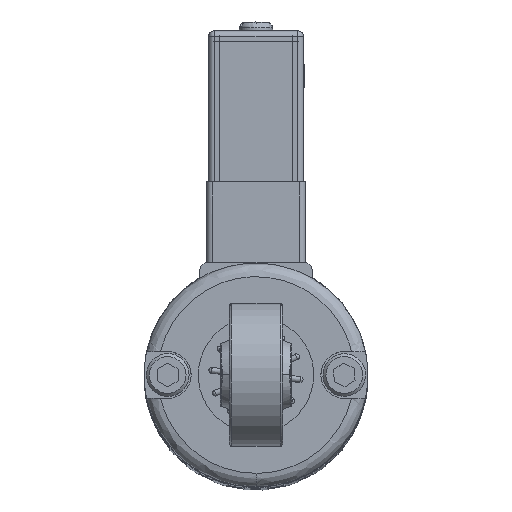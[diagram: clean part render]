
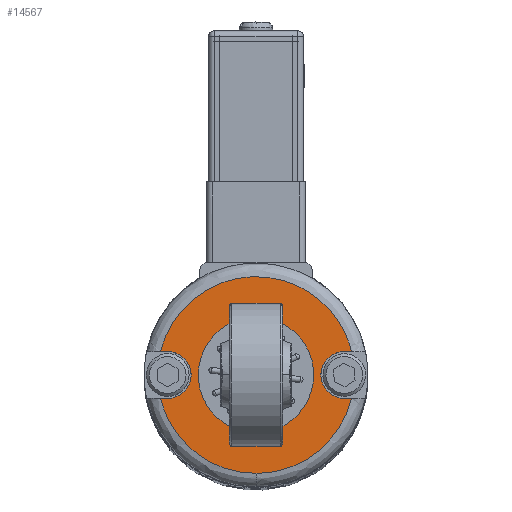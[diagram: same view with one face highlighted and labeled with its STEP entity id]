
A CAD part, top view. The second image highlights one B-rep face of the part: STEP entity #14567.
In plain terms, the highlighted planar face has unit normal (0, 0, 1).
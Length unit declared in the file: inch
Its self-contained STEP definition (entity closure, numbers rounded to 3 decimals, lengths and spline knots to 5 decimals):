
#136 = EDGE_LOOP ( 'NONE', ( #1364 ) ) ;
#911 = CARTESIAN_POINT ( 'NONE',  ( -0.58661, 0., 5.47244 ) ) ;
#1225 = VERTEX_POINT ( 'NONE', #22335 ) ;
#1364 = ORIENTED_EDGE ( 'NONE', *, *, #8588, .F. ) ;
#1973 = VERTEX_POINT ( 'NONE', #22042 ) ;
#2258 = AXIS2_PLACEMENT_3D ( 'NONE', #11991, #7052, #3286 ) ;
#2269 = CARTESIAN_POINT ( 'NONE',  ( -0.72766, 0.15551, 5.47244 ) ) ;
#2340 = CARTESIAN_POINT ( 'NONE',  ( -0.55998, -0.46079, 5.47244 ) ) ;
#2343 = DIRECTION ( 'NONE',  ( 0., 0., -1. ) ) ;
#2442 = CARTESIAN_POINT ( 'NONE',  ( 0., -0.65354, 5.47244 ) ) ;
#2562 = ORIENTED_EDGE ( 'NONE', *, *, #18377, .F. ) ;
#2723 = CARTESIAN_POINT ( 'NONE',  ( -0.03923, -0.38185, 5.47244 ) ) ;
#3250 = ORIENTED_EDGE ( 'NONE', *, *, #15249, .T. ) ;
#3286 = DIRECTION ( 'NONE',  ( -0.102, -0.995, 0. ) ) ;
#3585 = VERTEX_POINT ( 'NONE', #7373 ) ;
#3715 = CARTESIAN_POINT ( 'NONE',  ( -0.58661, -0.15551, 5.47244 ) ) ;
#3859 = ORIENTED_EDGE ( 'NONE', *, *, #16986, .F. ) ;
#3864 = DIRECTION ( 'NONE',  ( 0., 0., 1. ) ) ;
#3975 = CARTESIAN_POINT ( 'NONE',  ( 0.58661, 0.15551, 5.47244 ) ) ;
#4551 = AXIS2_PLACEMENT_3D ( 'NONE', #911, #2343, #13397 ) ;
#5466 = CARTESIAN_POINT ( 'NONE',  ( 0., -0.65354, 5.47244 ) ) ;
#5642 = CARTESIAN_POINT ( 'NONE',  ( 0.64239, 0.66139, 5.47244 ) ) ;
#6031 = VERTEX_POINT ( 'NONE', #3715 ) ;
#6385 = ORIENTED_EDGE ( 'NONE', *, *, #22133, .F. ) ;
#6404 = ORIENTED_EDGE ( 'NONE', *, *, #9693, .F. ) ;
#6490 =( BOUNDED_CURVE ( )  B_SPLINE_CURVE ( 3, ( #17574, #14154, #6951, #6838 ),
 .UNSPECIFIED., .F., .T. ) 
 B_SPLINE_CURVE_WITH_KNOTS ( ( 4, 4 ),
 ( 0., 1. ),
 .UNSPECIFIED. ) 
 CURVE ( )  GEOMETRIC_REPRESENTATION_ITEM ( )  RATIONAL_B_SPLINE_CURVE ( ( 0.922, 0.454, 0.454, 0.922 ) ) 
 REPRESENTATION_ITEM ( '' )  );
#6617 = ORIENTED_EDGE ( 'NONE', *, *, #15674, .T. ) ;
#6838 = CARTESIAN_POINT ( 'NONE',  ( 0.63477, 0.15551, 5.47244 ) ) ;
#6919 = ORIENTED_EDGE ( 'NONE', *, *, #12246, .T. ) ;
#6951 = CARTESIAN_POINT ( 'NONE',  ( 0.43009, 0.99099, 5.47244 ) ) ;
#7052 = DIRECTION ( 'NONE',  ( 0., 0., 1. ) ) ;
#7270 = DIRECTION ( 'NONE',  ( 0., 1., 0. ) ) ;
#7373 = CARTESIAN_POINT ( 'NONE',  ( 0.63477, 0.15551, 5.47244 ) ) ;
#7384 = CARTESIAN_POINT ( 'NONE',  ( 0.58661, 0., 5.47244 ) ) ;
#7726 = VECTOR ( 'NONE', #14969, 39.37008 ) ;
#7763 = PLANE ( 'NONE',  #13500 ) ;
#7876 = CIRCLE ( 'NONE', #15778, 0.15551 ) ;
#8115 = CARTESIAN_POINT ( 'NONE',  ( 0.72766, -0.15551, 5.47244 ) ) ;
#8575 = VERTEX_POINT ( 'NONE', #12227 ) ;
#8588 = EDGE_CURVE ( 'NONE', #11882, #11882, #16181, .T. ) ;
#8851 = CARTESIAN_POINT ( 'NONE',  ( -0.63477, -0.15551, 5.47244 ) ) ;
#8910 = VECTOR ( 'NONE', #14643, 39.37008 ) ;
#9187 = FACE_BOUND ( 'NONE', #136, .T. ) ;
#9693 = EDGE_CURVE ( 'NONE', #1973, #1225, #18832, .T. ) ;
#10695 = EDGE_CURVE ( 'NONE', #17758, #3585, #6490, .T. ) ;
#11722 = CARTESIAN_POINT ( 'NONE',  ( 0.58661, -0.15551, 5.47244 ) ) ;
#11804 = VECTOR ( 'NONE', #20947, 39.37008 ) ;
#11882 = VERTEX_POINT ( 'NONE', #2723 ) ;
#11991 = CARTESIAN_POINT ( 'NONE',  ( 0., 0., 5.47244 ) ) ;
#12227 = CARTESIAN_POINT ( 'NONE',  ( 0.63477, -0.15551, 5.47244 ) ) ;
#12246 = EDGE_CURVE ( 'NONE', #12783, #6031, #20379, .T. ) ;
#12783 = VERTEX_POINT ( 'NONE', #20819 ) ;
#12829 = DIRECTION ( 'NONE',  ( 0., 0., -1. ) ) ;
#13097 = EDGE_LOOP ( 'NONE', ( #6385, #6617, #3859, #18374, #17743, #3250, #6919, #2562, #6404 ) ) ;
#13397 = DIRECTION ( 'NONE',  ( 0., 1., 0. ) ) ;
#13500 = AXIS2_PLACEMENT_3D ( 'NONE', #5642, #12829, #20047 ) ;
#13530 = CARTESIAN_POINT ( 'NONE',  ( 0.64239, 0.15551, 5.47244 ) ) ;
#14087 = CARTESIAN_POINT ( 'NONE',  ( 0.64239, -0.15551, 5.47244 ) ) ;
#14154 = CARTESIAN_POINT ( 'NONE',  ( -0.43009, 0.99099, 5.47244 ) ) ;
#14206 = CARTESIAN_POINT ( 'NONE',  ( 0.55998, -0.46079, 5.47244 ) ) ;
#14384 = CARTESIAN_POINT ( 'NONE',  ( -0.63477, 0.15551, 5.47244 ) ) ;
#14567 = ADVANCED_FACE ( 'NONE', ( #9187, #14612 ), #7763, .F. ) ;
#14612 = FACE_OUTER_BOUND ( 'NONE', #13097, .T. ) ;
#14643 = DIRECTION ( 'NONE',  ( 1., 0., 0. ) ) ;
#14900 = VERTEX_POINT ( 'NONE', #3975 ) ;
#14969 = DIRECTION ( 'NONE',  ( -1., 0., 0. ) ) ;
#14996 = LINE ( 'NONE', #2269, #8910 ) ;
#15249 = EDGE_CURVE ( 'NONE', #17758, #12783, #14996, .T. ) ;
#15425 = LINE ( 'NONE', #8115, #20266 ) ;
#15540 = DIRECTION ( 'NONE',  ( -1., 0., 0. ) ) ;
#15674 = EDGE_CURVE ( 'NONE', #8575, #15881, #15425, .T. ) ;
#15749 = LINE ( 'NONE', #14087, #11804 ) ;
#15778 = AXIS2_PLACEMENT_3D ( 'NONE', #7384, #3864, #7270 ) ;
#15881 = VERTEX_POINT ( 'NONE', #11722 ) ;
#16172 = CARTESIAN_POINT ( 'NONE',  ( -0.31272, -0.65354, 5.47244 ) ) ;
#16181 = CIRCLE ( 'NONE', #2258, 0.38386 ) ;
#16986 = EDGE_CURVE ( 'NONE', #14900, #15881, #7876, .T. ) ;
#17199 = LINE ( 'NONE', #13530, #7726 ) ;
#17574 = CARTESIAN_POINT ( 'NONE',  ( -0.63477, 0.15551, 5.47244 ) ) ;
#17743 = ORIENTED_EDGE ( 'NONE', *, *, #10695, .F. ) ;
#17758 = VERTEX_POINT ( 'NONE', #14384 ) ;
#17885 = EDGE_CURVE ( 'NONE', #3585, #14900, #17199, .T. ) ;
#18374 = ORIENTED_EDGE ( 'NONE', *, *, #17885, .F. ) ;
#18377 = EDGE_CURVE ( 'NONE', #1225, #6031, #15749, .T. ) ;
#18832 =( BOUNDED_CURVE ( )  B_SPLINE_CURVE ( 3, ( #2442, #16172, #2340, #8851 ),
 .UNSPECIFIED., .F., .T. ) 
 B_SPLINE_CURVE_WITH_KNOTS ( ( 4, 4 ),
 ( 0., 1. ),
 .UNSPECIFIED. ) 
 CURVE ( )  GEOMETRIC_REPRESENTATION_ITEM ( )  RATIONAL_B_SPLINE_CURVE ( ( 0.957, 0.817, 0.813, 0.944 ) ) 
 REPRESENTATION_ITEM ( '' )  );
#19749 = CARTESIAN_POINT ( 'NONE',  ( 0.63477, -0.15551, 5.47244 ) ) ;
#20047 = DIRECTION ( 'NONE',  ( 0., -1., 0. ) ) ;
#20089 =( BOUNDED_CURVE ( )  B_SPLINE_CURVE ( 3, ( #19749, #14206, #20106, #5466 ),
 .UNSPECIFIED., .F., .T. ) 
 B_SPLINE_CURVE_WITH_KNOTS ( ( 4, 4 ),
 ( 0., 1. ),
 .UNSPECIFIED. ) 
 CURVE ( )  GEOMETRIC_REPRESENTATION_ITEM ( )  RATIONAL_B_SPLINE_CURVE ( ( 0.944, 0.813, 0.817, 0.957 ) ) 
 REPRESENTATION_ITEM ( '' )  );
#20106 = CARTESIAN_POINT ( 'NONE',  ( 0.31272, -0.65354, 5.47244 ) ) ;
#20266 = VECTOR ( 'NONE', #15540, 39.37008 ) ;
#20379 = CIRCLE ( 'NONE', #4551, 0.15551 ) ;
#20819 = CARTESIAN_POINT ( 'NONE',  ( -0.58661, 0.15551, 5.47244 ) ) ;
#20947 = DIRECTION ( 'NONE',  ( 1., 0., 0. ) ) ;
#22042 = CARTESIAN_POINT ( 'NONE',  ( 0., -0.65354, 5.47244 ) ) ;
#22133 = EDGE_CURVE ( 'NONE', #8575, #1973, #20089, .T. ) ;
#22335 = CARTESIAN_POINT ( 'NONE',  ( -0.63477, -0.15551, 5.47244 ) ) ;
